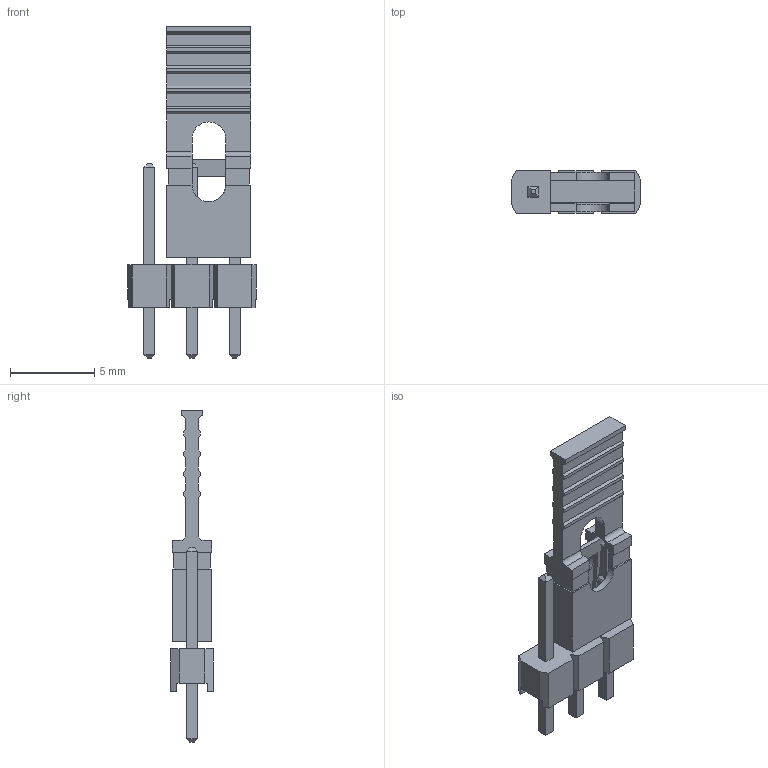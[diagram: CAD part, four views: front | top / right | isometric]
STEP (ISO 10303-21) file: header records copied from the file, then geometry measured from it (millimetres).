
FILE_DESCRIPTION(/* description */ (''),/* implementation_level */ '2;1');
FILE_NAME(/* name */ 'pinheader 1x3 and 1 jumper pullback black.step',/* time_stamp */ '2025-06-13T09:45:19+02:00',/* author */ (''),/* organization */ (''),/* preprocessor_version */ 'ST-DEVELOPER v20.1',/* originating_system */ 'Autodesk Translation Framework v14.10.0.0',/* authorisation */ '');
FILE_SCHEMA (('AUTOMOTIVE_DESIGN { 1 0 10303 214 3 1 1 }'));
Length unit declared in the file: millimetre
Products named in the file (1): Document
Bounding box: 7.62 x 2.54 x 19.73 mm (x, y, z)
Volume: 118.6 mm3; surface area: 512.1 mm2
Topology: 6 solids, 6 shells, 273 faces, 726 edges, 462 vertices
Faces by surface type: plane 224, cylinder 47, bspline 2
Entity records: 8457 total; most frequent: CARTESIAN_POINT 1580, ORIENTED_EDGE 1452, DIRECTION 1346, EDGE_CURVE 726, LINE 618, VECTOR 618, VERTEX_POINT 462, AXIS2_PLACEMENT_3D 364
